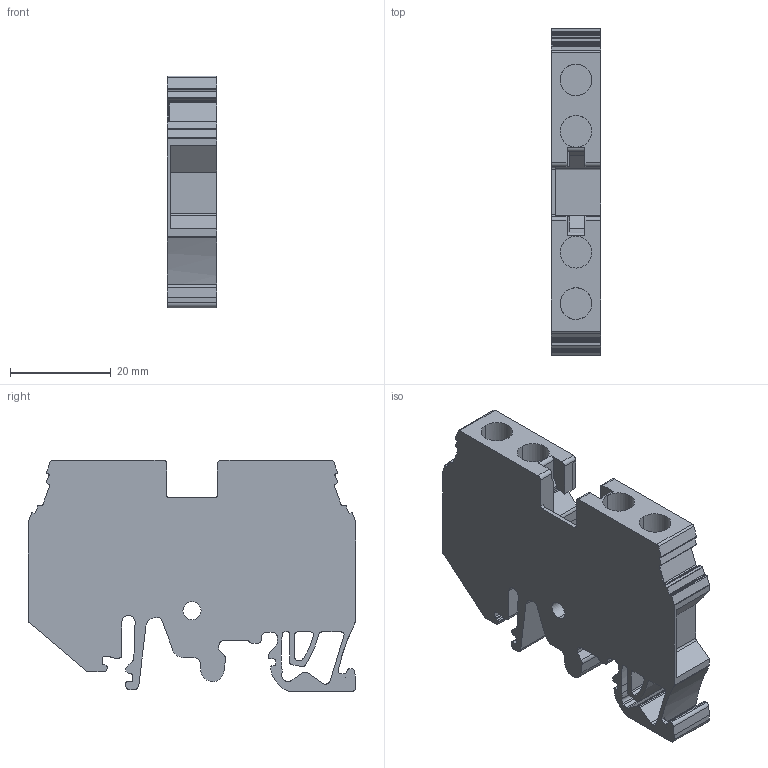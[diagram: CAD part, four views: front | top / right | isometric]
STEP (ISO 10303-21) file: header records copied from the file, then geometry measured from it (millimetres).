
FILE_DESCRIPTION(('CATIA V5 STEP Exchange','CAx-IF Rec.Pracs.--- Model Styling and Organization---1.4--- 2014-01-23'),'2;1');
FILE_NAME ('1423392-3_0', '2022-05-11T06:33:29+00:00', ('none'), ('Weidmueller'), 'CATIA Version 5-6 Release 2016 SP3 HF44', 'CATIA V5 STEP AP214', 'none');
FILE_SCHEMA(('AUTOMOTIVE_DESIGN { 1 0 10303 214 1 1 1 1 }'));
Length unit declared in the file: millimetre
Products named in the file (1): 2868370000
Bounding box: 9.9 x 65 x 46 mm (x, y, z)
Volume: 19780.4 mm3; surface area: 9406.8 mm2
Topology: 1 solids, 1 shells, 308 faces, 927 edges, 625 vertices
Faces by surface type: cylinder 159, plane 143, extrusion 6
Entity records: 10592 total; most frequent: CARTESIAN_POINT 2368, ORIENTED_EDGE 1854, DIRECTION 1450, EDGE_CURVE 927, VERTEX_POINT 625, VECTOR 598, LINE 592, AXIS2_PLACEMENT_3D 556
